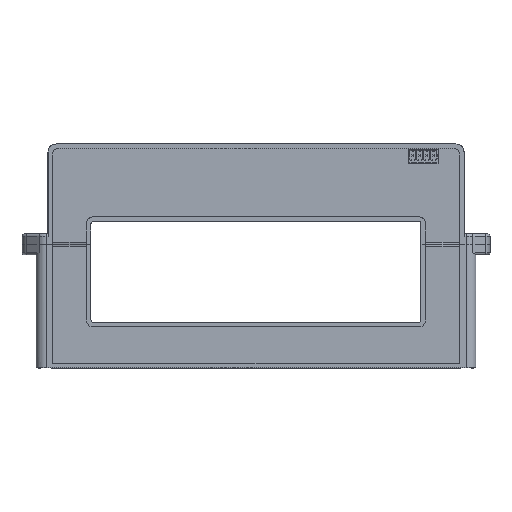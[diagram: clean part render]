
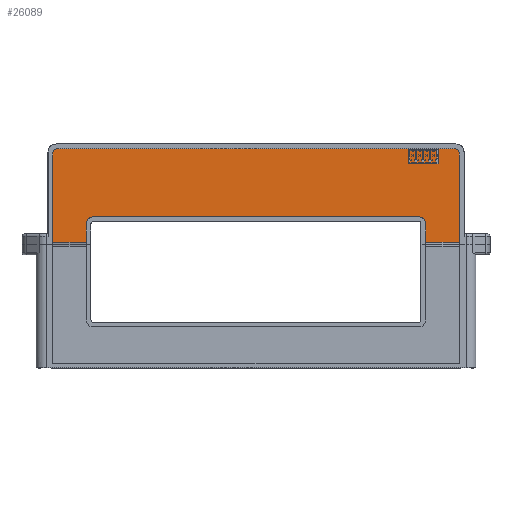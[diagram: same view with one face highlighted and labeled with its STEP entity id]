
A CAD part, front view. The second image highlights one B-rep face of the part: STEP entity #26089.
In plain terms, the highlighted planar face has unit normal (0, -1, 0).
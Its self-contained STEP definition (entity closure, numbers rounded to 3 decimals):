
#38 = AXIS2_PLACEMENT_3D ( 'NONE', #33752, #15470, #25572 ) ;
#79 = AXIS2_PLACEMENT_3D ( 'NONE', #33708, #17981, #4993 ) ;
#542 = VERTEX_POINT ( 'NONE', #33438 ) ;
#917 = CARTESIAN_POINT ( 'NONE',  ( -99., 1., 58.95 ) ) ;
#2293 = EDGE_CURVE ( 'NONE', #542, #33214, #22453, .T. ) ;
#2385 = CARTESIAN_POINT ( 'NONE',  ( 84.8, 1., 24.05 ) ) ;
#2852 = VECTOR ( 'NONE', #13165, 1000. ) ;
#3455 = VERTEX_POINT ( 'NONE', #17373 ) ;
#4027 = VECTOR ( 'NONE', #33395, 1000. ) ;
#4082 = CIRCLE ( 'NONE', #28100, 2.7 ) ;
#4584 = VERTEX_POINT ( 'NONE', #11728 ) ;
#4993 = DIRECTION ( 'NONE',  ( 0., 0., -1. ) ) ;
#5336 = ORIENTED_EDGE ( 'NONE', *, *, #2293, .T. ) ;
#6458 = CARTESIAN_POINT ( 'NONE',  ( 101.7, 1., 14.75 ) ) ;
#6462 = CARTESIAN_POINT ( 'NONE',  ( 84.8, 1., 14.75 ) ) ;
#6464 = CARTESIAN_POINT ( 'NONE',  ( 99., 1., 58.95 ) ) ;
#6526 = ORIENTED_EDGE ( 'NONE', *, *, #21969, .T. ) ;
#6863 = VECTOR ( 'NONE', #24081, 1000. ) ;
#6900 = EDGE_CURVE ( 'NONE', #8040, #16070, #11493, .T. ) ;
#6906 = CARTESIAN_POINT ( 'NONE',  ( 99., 1., 61.65 ) ) ;
#7629 = VECTOR ( 'NONE', #33213, 1000. ) ;
#7952 = EDGE_CURVE ( 'NONE', #3455, #8040, #29562, .T. ) ;
#8040 = VERTEX_POINT ( 'NONE', #14587 ) ;
#8266 = DIRECTION ( 'NONE',  ( 0., -1., 0. ) ) ;
#9272 = CARTESIAN_POINT ( 'NONE',  ( -101.7, 1., 14.75 ) ) ;
#9485 = LINE ( 'NONE', #33234, #4027 ) ;
#9873 = CARTESIAN_POINT ( 'NONE',  ( 99., 1., 61.65 ) ) ;
#10684 = VERTEX_POINT ( 'NONE', #14323 ) ;
#10694 = CARTESIAN_POINT ( 'NONE',  ( 99., 1., 58.95 ) ) ;
#10736 = DIRECTION ( 'NONE',  ( 1., 0., 0. ) ) ;
#10761 = ORIENTED_EDGE ( 'NONE', *, *, #7952, .T. ) ;
#10797 = VERTEX_POINT ( 'NONE', #9873 ) ;
#10822 = ORIENTED_EDGE ( 'NONE', *, *, #32361, .T. ) ;
#10890 = VECTOR ( 'NONE', #19774, 1000. ) ;
#10920 = DIRECTION ( 'NONE',  ( 0., 0., -1. ) ) ;
#11450 = EDGE_CURVE ( 'NONE', #10797, #3455, #27922, .T. ) ;
#11493 = LINE ( 'NONE', #27221, #23606 ) ;
#11728 = CARTESIAN_POINT ( 'NONE',  ( -84.8, 1., 14.75 ) ) ;
#13006 = CARTESIAN_POINT ( 'NONE',  ( -84.8, 1., 14.75 ) ) ;
#13130 = LINE ( 'NONE', #29199, #6863 ) ;
#13165 = DIRECTION ( 'NONE',  ( 1., 0., 0. ) ) ;
#13295 = LINE ( 'NONE', #25641, #33238 ) ;
#13821 = EDGE_CURVE ( 'NONE', #16070, #4584, #20864, .T. ) ;
#14194 = CIRCLE ( 'NONE', #38, 3.5 ) ;
#14323 = CARTESIAN_POINT ( 'NONE',  ( 81.3, 1., 27.55 ) ) ;
#14587 = CARTESIAN_POINT ( 'NONE',  ( -101.7, 1., 58.95 ) ) ;
#15470 = DIRECTION ( 'NONE',  ( 0., 1., 0. ) ) ;
#15473 = ORIENTED_EDGE ( 'NONE', *, *, #29421, .T. ) ;
#15754 = EDGE_CURVE ( 'NONE', #32902, #20287, #9485, .T. ) ;
#15920 = ORIENTED_EDGE ( 'NONE', *, *, #30863, .T. ) ;
#15972 = ORIENTED_EDGE ( 'NONE', *, *, #29098, .T. ) ;
#16070 = VERTEX_POINT ( 'NONE', #9272 ) ;
#17306 = DIRECTION ( 'NONE',  ( 0., 0., -1. ) ) ;
#17373 = CARTESIAN_POINT ( 'NONE',  ( -99., 1., 61.65 ) ) ;
#17981 = DIRECTION ( 'NONE',  ( 0., 1., 0. ) ) ;
#18696 = DIRECTION ( 'NONE',  ( 0., 0., -1. ) ) ;
#18736 = ORIENTED_EDGE ( 'NONE', *, *, #15754, .T. ) ;
#19774 = DIRECTION ( 'NONE',  ( 1., 0., 0. ) ) ;
#20287 = VERTEX_POINT ( 'NONE', #28164 ) ;
#20864 = LINE ( 'NONE', #13006, #2852 ) ;
#21100 = DIRECTION ( 'NONE',  ( 0., 0., -1. ) ) ;
#21360 = CARTESIAN_POINT ( 'NONE',  ( -81.3, 1., 27.55 ) ) ;
#21523 = FACE_OUTER_BOUND ( 'NONE', #30889, .T. ) ;
#21608 = VERTEX_POINT ( 'NONE', #2385 ) ;
#21847 = DIRECTION ( 'NONE',  ( 0., -1., 0. ) ) ;
#21969 = EDGE_CURVE ( 'NONE', #20287, #10797, #4082, .T. ) ;
#22453 = CIRCLE ( 'NONE', #79, 3.5 ) ;
#22926 = EDGE_CURVE ( 'NONE', #4584, #542, #13130, .T. ) ;
#23606 = VECTOR ( 'NONE', #17306, 1000. ) ;
#24081 = DIRECTION ( 'NONE',  ( 0., 0., 1. ) ) ;
#25572 = DIRECTION ( 'NONE',  ( 0., 0., -1. ) ) ;
#25641 = CARTESIAN_POINT ( 'NONE',  ( 81.3, 1., 27.55 ) ) ;
#25894 = LINE ( 'NONE', #33581, #28481 ) ;
#25929 = DIRECTION ( 'NONE',  ( 0., -1., 0. ) ) ;
#26089 = ADVANCED_FACE ( 'NONE', ( #21523 ), #26982, .T. ) ;
#26982 = PLANE ( 'NONE',  #30932 ) ;
#27026 = CARTESIAN_POINT ( 'NONE',  ( 101.7, 1., 14.75 ) ) ;
#27221 = CARTESIAN_POINT ( 'NONE',  ( -101.7, 1., 58.95 ) ) ;
#27408 = AXIS2_PLACEMENT_3D ( 'NONE', #917, #8266, #18696 ) ;
#27656 = LINE ( 'NONE', #6458, #10890 ) ;
#27756 = ORIENTED_EDGE ( 'NONE', *, *, #11450, .T. ) ;
#27922 = LINE ( 'NONE', #6906, #7629 ) ;
#28100 = AXIS2_PLACEMENT_3D ( 'NONE', #10694, #25929, #29765 ) ;
#28164 = CARTESIAN_POINT ( 'NONE',  ( 101.7, 1., 58.95 ) ) ;
#28481 = VECTOR ( 'NONE', #21100, 1000. ) ;
#29098 = EDGE_CURVE ( 'NONE', #33214, #10684, #13295, .T. ) ;
#29199 = CARTESIAN_POINT ( 'NONE',  ( -84.8, 1., 24.05 ) ) ;
#29421 = EDGE_CURVE ( 'NONE', #30350, #32902, #27656, .T. ) ;
#29562 = CIRCLE ( 'NONE', #27408, 2.7 ) ;
#29765 = DIRECTION ( 'NONE',  ( 0., 0., -1. ) ) ;
#30282 = ORIENTED_EDGE ( 'NONE', *, *, #13821, .T. ) ;
#30350 = VERTEX_POINT ( 'NONE', #6462 ) ;
#30401 = ORIENTED_EDGE ( 'NONE', *, *, #6900, .T. ) ;
#30863 = EDGE_CURVE ( 'NONE', #10684, #21608, #14194, .T. ) ;
#30889 = EDGE_LOOP ( 'NONE', ( #6526, #27756, #10761, #30401, #30282, #32995, #5336, #15972, #15920, #10822, #15473, #18736 ) ) ;
#30932 = AXIS2_PLACEMENT_3D ( 'NONE', #6464, #21847, #10920 ) ;
#32361 = EDGE_CURVE ( 'NONE', #21608, #30350, #25894, .T. ) ;
#32902 = VERTEX_POINT ( 'NONE', #27026 ) ;
#32995 = ORIENTED_EDGE ( 'NONE', *, *, #22926, .T. ) ;
#33213 = DIRECTION ( 'NONE',  ( -1., 0., 0. ) ) ;
#33214 = VERTEX_POINT ( 'NONE', #21360 ) ;
#33234 = CARTESIAN_POINT ( 'NONE',  ( 101.7, 1., 14.75 ) ) ;
#33238 = VECTOR ( 'NONE', #10736, 1000. ) ;
#33395 = DIRECTION ( 'NONE',  ( 0., 0., 1. ) ) ;
#33438 = CARTESIAN_POINT ( 'NONE',  ( -84.8, 1., 24.05 ) ) ;
#33581 = CARTESIAN_POINT ( 'NONE',  ( 84.8, 1., 14.75 ) ) ;
#33708 = CARTESIAN_POINT ( 'NONE',  ( -81.3, 1., 24.05 ) ) ;
#33752 = CARTESIAN_POINT ( 'NONE',  ( 81.3, 1., 24.05 ) ) ;
